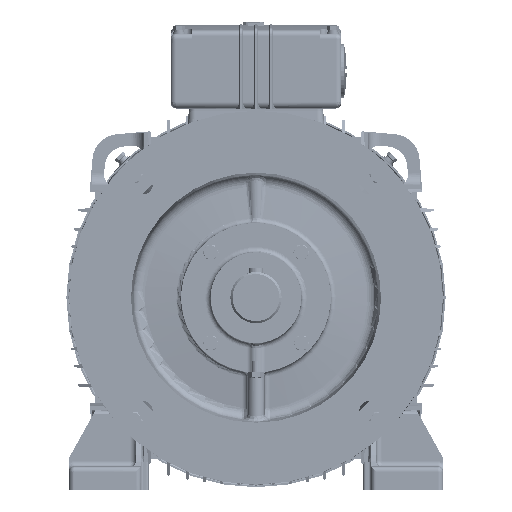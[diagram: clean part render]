
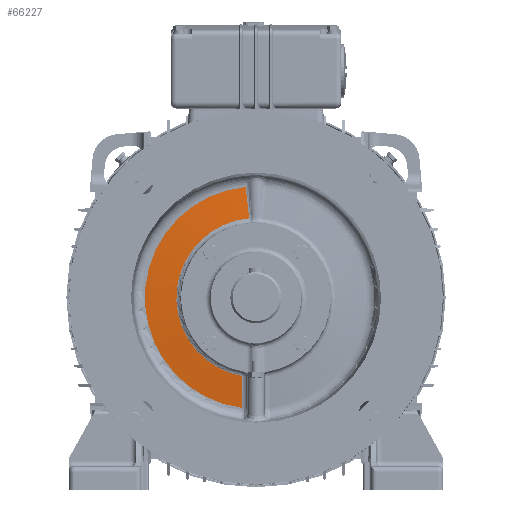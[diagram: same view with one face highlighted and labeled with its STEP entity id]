
A CAD part, front view. The second image highlights one B-rep face of the part: STEP entity #66227.
In plain terms, the highlighted conical face has half-angle 85 degrees and reference radius 89.277 mm.
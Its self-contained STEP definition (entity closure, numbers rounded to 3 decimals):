
#44256=CARTESIAN_POINT('',(24.179,-222.667,
0.));
#44257=DIRECTION('',(0.,-1.,0.));
#44258=DIRECTION('',(-0.093,0.,0.996));
#44259=AXIS2_PLACEMENT_3D('',#44256,#44257,#44258);
#44261=CARTESIAN_POINT('',(11.255,-225.242,
-73.436));
#44262=CARTESIAN_POINT('',(11.251,-224.956,
-76.743));
#44263=CARTESIAN_POINT('',(11.247,-224.384,
-83.356));
#44264=CARTESIAN_POINT('',(11.24,-223.525,
-93.271));
#44265=CARTESIAN_POINT('',(11.235,-222.954,
-99.878));
#44266=CARTESIAN_POINT('',(11.233,-222.668,
-103.181));
#44268=CARTESIAN_POINT('',(14.502,-222.667,
103.538));
#44269=CARTESIAN_POINT('',(14.776,-222.963,
100.172));
#44270=CARTESIAN_POINT('',(15.368,-223.547,
93.516));
#44271=CARTESIAN_POINT('',(16.414,-224.399,
83.84));
#44272=CARTESIAN_POINT('',(17.278,-224.962,
77.451));
#44273=CARTESIAN_POINT('',(17.78,-225.242,
74.289));
#44313=CARTESIAN_POINT('',(24.179,-225.242,
0.));
#44314=DIRECTION('',(0.,1.,0.));
#44315=DIRECTION('',(-0.173,0.,-0.985));
#44316=AXIS2_PLACEMENT_3D('',#44313,#44314,#44315);
#44587=CARTESIAN_POINT('',(14.502,-222.667,
103.538));
#51554=CARTESIAN_POINT('',(11.254,-225.242,
-73.436));
#51556=VERTEX_POINT('',#51554);
#51613=VERTEX_POINT('',#44587);
#51614=CARTESIAN_POINT('',(11.233,-222.667,
-103.181));
#51615=VERTEX_POINT('',#51614);
#53328=VERTEX_POINT('',#44273);
#66213=CARTESIAN_POINT('',(24.179,-223.955,
0.));
#66214=DIRECTION('',(0.,1.,0.));
#66215=DIRECTION('',(0.,0.,-1.));
#66216=AXIS2_PLACEMENT_3D('',#66213,#66214,#66215);
#66217=CONICAL_SURFACE('',#66216,89.277,85.);
#66218=ORIENTED_EDGE('',*,*,#66204,.T.);
#66220=ORIENTED_EDGE('',*,*,#66219,.F.);
#66222=ORIENTED_EDGE('',*,*,#66221,.T.);
#66224=ORIENTED_EDGE('',*,*,#66223,.F.);
#66225=EDGE_LOOP('',(#66218,#66220,#66222,#66224));
#66226=FACE_OUTER_BOUND('',#66225,.F.);
#66227=ADVANCED_FACE('',(#66226),#66217,.F.);
#44260=CIRCLE('',#44259,103.989);
#44267=B_SPLINE_CURVE_WITH_KNOTS('',3,(#44261,#44262,#44263,#44264,#44265,
#44266),.UNSPECIFIED.,.F.,.F.,(4,1,1,4),(0.,0.333,
0.667,1.),.UNSPECIFIED.);
#44274=B_SPLINE_CURVE_WITH_KNOTS('',3,(#44268,#44269,#44270,#44271,#44272,
#44273),.UNSPECIFIED.,.F.,.F.,(4,1,1,4),(0.,0.333,
0.667,1.),.UNSPECIFIED.);
#44317=CIRCLE('',#44316,74.564);
#66204=EDGE_CURVE('',#51613,#51615,#44260,.T.);
#66219=EDGE_CURVE('',#51556,#51615,#44267,.T.);
#66221=EDGE_CURVE('',#51556,#53328,#44317,.T.);
#66223=EDGE_CURVE('',#51613,#53328,#44274,.T.);
